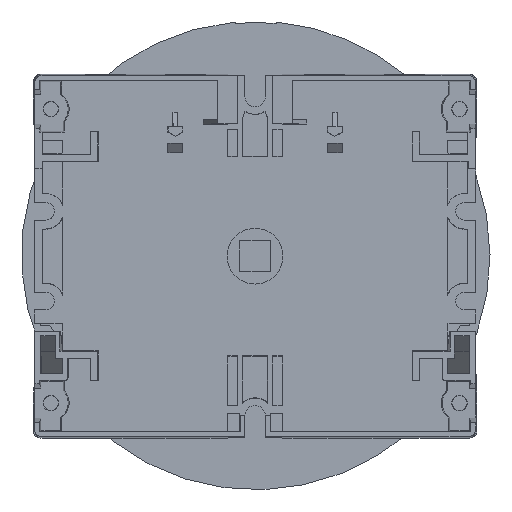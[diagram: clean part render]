
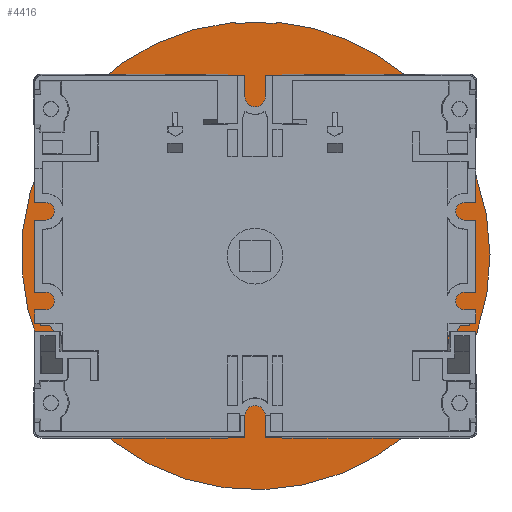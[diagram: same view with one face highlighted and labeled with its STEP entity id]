
A CAD part, front view. The second image highlights one B-rep face of the part: STEP entity #4416.
In plain terms, the highlighted planar face has unit normal (-0.001, -1, -0.001).
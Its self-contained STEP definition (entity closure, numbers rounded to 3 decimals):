
#1236=CARTESIAN_POINT('',(-0.027,-35.297,
-0.027));
#1237=DIRECTION('',(-0.001,-1.,-0.001));
#1238=DIRECTION('',(0.636,-0.001,0.772));
#1239=AXIS2_PLACEMENT_3D('',#1236,#1237,#1238);
#1241=DIRECTION('',(0.707,-0.001,0.707));
#1242=VECTOR('',#1241,6.);
#1243=CARTESIAN_POINT('',(-0.027,-35.294,
-4.269));
#1244=LINE('',#1243,#1242);
#1245=DIRECTION('',(0.707,0.,-0.707));
#1246=VECTOR('',#1245,6.);
#1247=CARTESIAN_POINT('',(-0.027,-35.3,
4.216));
#1248=LINE('',#1247,#1246);
#1249=DIRECTION('',(-0.707,0.001,-0.707));
#1250=VECTOR('',#1249,6.);
#1251=CARTESIAN_POINT('',(-0.027,-35.3,
4.216));
#1252=LINE('',#1251,#1250);
#1253=DIRECTION('',(-0.707,0.,0.707));
#1254=VECTOR('',#1253,6.);
#1255=CARTESIAN_POINT('',(-0.027,-35.294,
-4.269));
#1256=LINE('',#1255,#1254);
#1280=CARTESIAN_POINT('',(30.025,-35.347,35.783));
#1281=CARTESIAN_POINT('',(30.031,-35.347,35.818));
#1282=CARTESIAN_POINT('',(30.035,-35.347,35.888));
#1283=CARTESIAN_POINT('',(30.02,-35.347,35.993));
#1284=CARTESIAN_POINT('',(29.983,-35.347,36.093));
#1285=CARTESIAN_POINT('',(29.926,-35.347,36.182));
#1286=CARTESIAN_POINT('',(29.877,-35.347,36.232));
#1287=CARTESIAN_POINT('',(29.85,-35.347,36.255));
#1347=CARTESIAN_POINT('',(4.045,-35.335,46.544));
#1348=CARTESIAN_POINT('',(3.141,-35.335,46.624));
#1349=CARTESIAN_POINT('',(1.333,-35.333,46.73));
#1350=CARTESIAN_POINT('',(-1.387,-35.331,
46.73));
#1351=CARTESIAN_POINT('',(-3.195,-35.33,
46.624));
#1352=CARTESIAN_POINT('',(-4.098,-35.329,
46.544));
#1507=CARTESIAN_POINT('',(35.783,-35.347,30.025));
#1508=CARTESIAN_POINT('',(35.2,-35.347,30.72));
#1509=CARTESIAN_POINT('',(33.997,-35.347,32.073));
#1510=CARTESIAN_POINT('',(32.073,-35.347,33.997));
#1511=CARTESIAN_POINT('',(30.72,-35.347,35.2));
#1512=CARTESIAN_POINT('',(30.025,-35.347,35.783));
#1542=CARTESIAN_POINT('',(36.255,-35.347,29.85));
#1543=CARTESIAN_POINT('',(36.232,-35.347,29.877));
#1544=CARTESIAN_POINT('',(36.182,-35.347,29.926));
#1545=CARTESIAN_POINT('',(36.093,-35.347,29.983));
#1546=CARTESIAN_POINT('',(35.993,-35.347,30.02));
#1547=CARTESIAN_POINT('',(35.888,-35.347,30.035));
#1548=CARTESIAN_POINT('',(35.818,-35.347,30.031));
#1549=CARTESIAN_POINT('',(35.783,-35.347,30.025));
#1604=CARTESIAN_POINT('',(-0.027,-35.297,
-0.027));
#1605=DIRECTION('',(-0.001,-1.,-0.001));
#1606=DIRECTION('',(-0.096,-0.001,0.995));
#1607=AXIS2_PLACEMENT_3D('',#1604,#1605,#1606);
#1628=CARTESIAN_POINT('',(-4.098,-35.329,
46.544));
#1629=CARTESIAN_POINT('',(-4.119,-35.329,
46.573));
#1630=CARTESIAN_POINT('',(-4.165,-35.329,
46.626));
#1631=CARTESIAN_POINT('',(-4.25,-35.329,
46.69));
#1632=CARTESIAN_POINT('',(-4.347,-35.329,
46.734));
#1633=CARTESIAN_POINT('',(-4.451,-35.329,
46.757));
#1634=CARTESIAN_POINT('',(-4.521,-35.329,
46.758));
#1635=CARTESIAN_POINT('',(-4.556,-35.329,
46.754));
#2246=CARTESIAN_POINT('',(4.502,-35.336,46.754));
#2247=CARTESIAN_POINT('',(4.467,-35.336,46.758));
#2248=CARTESIAN_POINT('',(4.397,-35.336,46.757));
#2249=CARTESIAN_POINT('',(4.293,-35.336,46.734));
#2250=CARTESIAN_POINT('',(4.197,-35.336,46.69));
#2251=CARTESIAN_POINT('',(4.111,-35.336,46.626));
#2252=CARTESIAN_POINT('',(4.065,-35.335,46.573));
#2253=CARTESIAN_POINT('',(4.045,-35.335,46.544));
#2350=CARTESIAN_POINT('',(29.85,-35.347,36.255));
#2351=CARTESIAN_POINT('',(4.502,-35.336,46.754));
#2352=VERTEX_POINT('',#2350);
#2353=VERTEX_POINT('',#2351);
#2354=CARTESIAN_POINT('',(4.045,-35.335,46.544));
#2356=VERTEX_POINT('',#2354);
#2358=CARTESIAN_POINT('',(-4.098,-35.329,
46.544));
#2360=VERTEX_POINT('',#2358);
#2364=VERTEX_POINT('',#1635);
#2374=CARTESIAN_POINT('',(36.255,-35.347,29.85));
#2375=VERTEX_POINT('',#2374);
#2397=CARTESIAN_POINT('',(35.783,-35.347,30.025));
#2399=VERTEX_POINT('',#2397);
#2401=CARTESIAN_POINT('',(30.025,-35.347,35.783));
#2403=VERTEX_POINT('',#2401);
#2707=CARTESIAN_POINT('',(-0.027,-35.294,
-4.269));
#2708=CARTESIAN_POINT('',(4.216,-35.3,
-0.027));
#2709=VERTEX_POINT('',#2707);
#2710=VERTEX_POINT('',#2708);
#2711=CARTESIAN_POINT('',(-0.027,-35.3,
4.216));
#2712=CARTESIAN_POINT('',(-4.269,-35.294,
-0.027));
#2713=VERTEX_POINT('',#2711);
#2714=VERTEX_POINT('',#2712);
#4384=CARTESIAN_POINT('',(-24.777,-35.278,
-0.027));
#4385=DIRECTION('',(0.001,1.,0.001));
#4386=DIRECTION('',(0.,0.001,-1.));
#4387=AXIS2_PLACEMENT_3D('',#4384,#4385,#4386);
#4388=PLANE('',#4387);
#4390=ORIENTED_EDGE('',*,*,#4389,.F.);
#4392=ORIENTED_EDGE('',*,*,#4391,.F.);
#4394=ORIENTED_EDGE('',*,*,#4393,.F.);
#4396=ORIENTED_EDGE('',*,*,#4395,.F.);
#4398=ORIENTED_EDGE('',*,*,#4397,.F.);
#4400=ORIENTED_EDGE('',*,*,#4399,.F.);
#4402=ORIENTED_EDGE('',*,*,#4401,.F.);
#4404=ORIENTED_EDGE('',*,*,#4403,.F.);
#4405=EDGE_LOOP('',(#4390,#4392,#4394,#4396,#4398,#4400,#4402,#4404));
#4406=FACE_OUTER_BOUND('',#4405,.F.);
#4407=ORIENTED_EDGE('',*,*,#4374,.T.);
#4409=ORIENTED_EDGE('',*,*,#4408,.F.);
#4411=ORIENTED_EDGE('',*,*,#4410,.T.);
#4413=ORIENTED_EDGE('',*,*,#4412,.F.);
#4414=EDGE_LOOP('',(#4407,#4409,#4411,#4413));
#4415=FACE_BOUND('',#4414,.F.);
#4416=ADVANCED_FACE('',(#4406,#4415),#4388,.F.);
#1240=CIRCLE('',#1239,47.);
#1288=B_SPLINE_CURVE_WITH_KNOTS('',3,(#1280,#1281,#1282,#1283,#1284,#1285,#1286,
#1287),.UNSPECIFIED.,.F.,.F.,(4,1,1,1,1,4),(0.,0.2,0.4,0.6,0.8,1.),
.UNSPECIFIED.);
#1353=B_SPLINE_CURVE_WITH_KNOTS('',3,(#1347,#1348,#1349,#1350,#1351,#1352),
.UNSPECIFIED.,.F.,.F.,(4,1,1,4),(0.,0.333,0.667,1.),
.UNSPECIFIED.);
#1513=B_SPLINE_CURVE_WITH_KNOTS('',3,(#1507,#1508,#1509,#1510,#1511,#1512),
.UNSPECIFIED.,.F.,.F.,(4,1,1,4),(0.,0.333,0.667,1.),
.UNSPECIFIED.);
#1550=B_SPLINE_CURVE_WITH_KNOTS('',3,(#1542,#1543,#1544,#1545,#1546,#1547,#1548,
#1549),.UNSPECIFIED.,.F.,.F.,(4,1,1,1,1,4),(0.,0.2,0.4,0.6,0.8,1.),
.UNSPECIFIED.);
#1608=CIRCLE('',#1607,47.);
#1636=B_SPLINE_CURVE_WITH_KNOTS('',3,(#1628,#1629,#1630,#1631,#1632,#1633,#1634,
#1635),.UNSPECIFIED.,.F.,.F.,(4,1,1,1,1,4),(0.,0.2,0.4,0.6,0.8,1.),
.UNSPECIFIED.);
#2254=B_SPLINE_CURVE_WITH_KNOTS('',3,(#2246,#2247,#2248,#2249,#2250,#2251,#2252,
#2253),.UNSPECIFIED.,.F.,.F.,(4,1,1,1,1,4),(0.,0.2,0.4,0.6,0.8,1.),
.UNSPECIFIED.);
#4374=EDGE_CURVE('',#2709,#2710,#1244,.T.);
#4389=EDGE_CURVE('',#2403,#2352,#1288,.T.);
#4391=EDGE_CURVE('',#2399,#2403,#1513,.T.);
#4393=EDGE_CURVE('',#2375,#2399,#1550,.T.);
#4395=EDGE_CURVE('',#2364,#2375,#1608,.T.);
#4397=EDGE_CURVE('',#2360,#2364,#1636,.T.);
#4399=EDGE_CURVE('',#2356,#2360,#1353,.T.);
#4401=EDGE_CURVE('',#2353,#2356,#2254,.T.);
#4403=EDGE_CURVE('',#2352,#2353,#1240,.T.);
#4408=EDGE_CURVE('',#2713,#2710,#1248,.T.);
#4410=EDGE_CURVE('',#2713,#2714,#1252,.T.);
#4412=EDGE_CURVE('',#2709,#2714,#1256,.T.);
